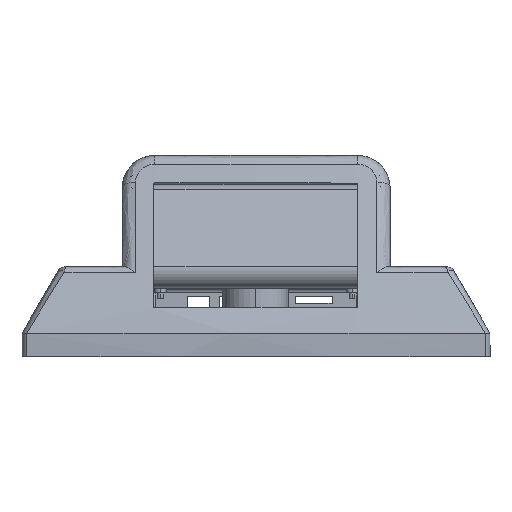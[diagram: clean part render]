
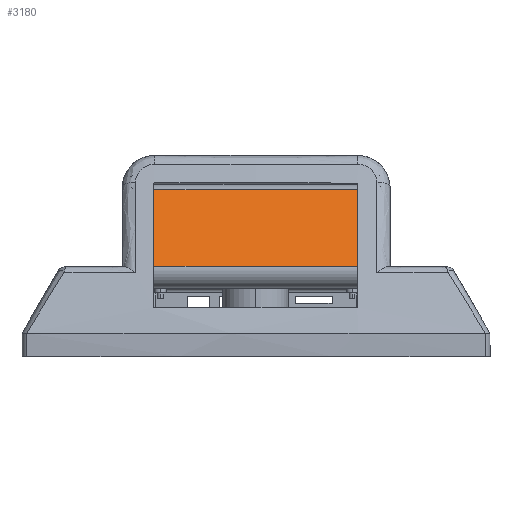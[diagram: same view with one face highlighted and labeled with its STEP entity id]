
A CAD part, front view. The second image highlights one B-rep face of the part: STEP entity #3180.
In plain terms, the highlighted planar face has unit normal (0, -0.937, 0.35).
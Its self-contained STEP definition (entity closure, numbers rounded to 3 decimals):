
#55 = DIRECTION ( 'NONE',  ( 0., 0.35, 0.937 ) ) ;
#289 = DIRECTION ( 'NONE',  ( -1., 0., 0. ) ) ;
#350 = LINE ( 'NONE', #2661, #7732 ) ;
#405 = ORIENTED_EDGE ( 'NONE', *, *, #5196, .T. ) ;
#610 = VERTEX_POINT ( 'NONE', #11409 ) ;
#1001 = LINE ( 'NONE', #5574, #1956 ) ;
#1231 = EDGE_LOOP ( 'NONE', ( #3403, #12451, #10957, #405 ) ) ;
#1453 = CARTESIAN_POINT ( 'NONE',  ( 287.153, 34.814, 71.251 ) ) ;
#1956 = VECTOR ( 'NONE', #55, 1000. ) ;
#2440 = CARTESIAN_POINT ( 'NONE',  ( 42.818, 34.814, 71.251 ) ) ;
#2661 = CARTESIAN_POINT ( 'NONE',  ( 287.153, 22.661, 38.712 ) ) ;
#2976 = EDGE_CURVE ( 'NONE', #13534, #610, #1001, .T. ) ;
#3180 = ADVANCED_FACE ( 'NONE', ( #4035 ), #14185, .F. ) ;
#3403 = ORIENTED_EDGE ( 'NONE', *, *, #6315, .F. ) ;
#3725 = VERTEX_POINT ( 'NONE', #9562 ) ;
#3896 = DIRECTION ( 'NONE',  ( -1., 0., 0. ) ) ;
#3949 = EDGE_CURVE ( 'NONE', #13534, #3725, #350, .T. ) ;
#4035 = FACE_OUTER_BOUND ( 'NONE', #1231, .T. ) ;
#5196 = EDGE_CURVE ( 'NONE', #610, #11971, #10154, .T. ) ;
#5574 = CARTESIAN_POINT ( 'NONE',  ( 153.292, 34.814, 71.251 ) ) ;
#6315 = EDGE_CURVE ( 'NONE', #3725, #11971, #8720, .T. ) ;
#6439 = DIRECTION ( 'NONE',  ( 0., 0.937, -0.35 ) ) ;
#6562 = VECTOR ( 'NONE', #289, 1000. ) ;
#6839 = AXIS2_PLACEMENT_3D ( 'NONE', #10704, #6439, #9615 ) ;
#7732 = VECTOR ( 'NONE', #3896, 1000. ) ;
#8506 = DIRECTION ( 'NONE',  ( 0., 0.35, 0.937 ) ) ;
#8689 = VECTOR ( 'NONE', #8506, 1000. ) ;
#8720 = LINE ( 'NONE', #14021, #8689 ) ;
#9562 = CARTESIAN_POINT ( 'NONE',  ( 42.818, 22.661, 38.712 ) ) ;
#9615 = DIRECTION ( 'NONE',  ( 0., 0.35, 0.937 ) ) ;
#10154 = LINE ( 'NONE', #1453, #6562 ) ;
#10704 = CARTESIAN_POINT ( 'NONE',  ( 287.153, 34.814, 71.251 ) ) ;
#10957 = ORIENTED_EDGE ( 'NONE', *, *, #2976, .T. ) ;
#11187 = CARTESIAN_POINT ( 'NONE',  ( 153.292, 22.661, 38.712 ) ) ;
#11409 = CARTESIAN_POINT ( 'NONE',  ( 153.292, 34.814, 71.251 ) ) ;
#11971 = VERTEX_POINT ( 'NONE', #2440 ) ;
#12451 = ORIENTED_EDGE ( 'NONE', *, *, #3949, .F. ) ;
#13534 = VERTEX_POINT ( 'NONE', #11187 ) ;
#14021 = CARTESIAN_POINT ( 'NONE',  ( 42.818, 34.814, 71.251 ) ) ;
#14185 = PLANE ( 'NONE',  #6839 ) ;
